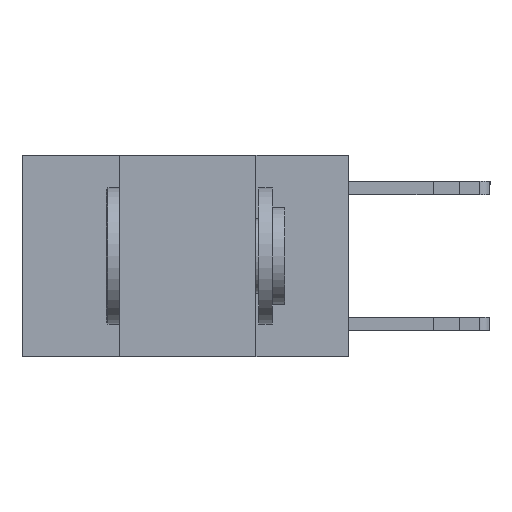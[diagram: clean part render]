
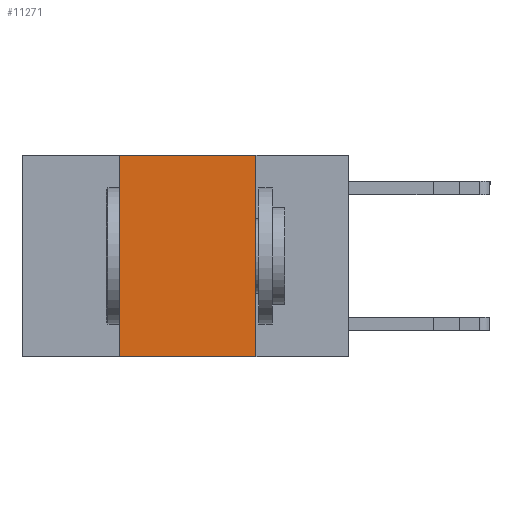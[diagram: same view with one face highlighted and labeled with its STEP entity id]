
A CAD part, left-side view. The second image highlights one B-rep face of the part: STEP entity #11271.
In plain terms, the highlighted planar face has unit normal (-1, 0, 0).
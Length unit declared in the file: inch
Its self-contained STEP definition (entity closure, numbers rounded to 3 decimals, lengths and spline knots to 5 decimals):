
#232 = ORIENTED_EDGE ( 'NONE', *, *, #3905, .F. ) ;
#1022 = CARTESIAN_POINT ( 'NONE',  ( 0., 0.6, 0. ) ) ;
#1781 = AXIS2_PLACEMENT_3D ( 'NONE', #1022, #11500, #7031 ) ;
#2446 = VECTOR ( 'NONE', #15043, 39.37008 ) ;
#2513 = DIRECTION ( 'NONE',  ( 0., 0., 1. ) ) ;
#3246 = VECTOR ( 'NONE', #8684, 39.37008 ) ;
#3435 = EDGE_CURVE ( 'NONE', #10220, #3561, #7061, .T. ) ;
#3561 = VERTEX_POINT ( 'NONE', #11919 ) ;
#3592 = CARTESIAN_POINT ( 'NONE',  ( 0., 0.42, 0. ) ) ;
#3653 = CARTESIAN_POINT ( 'NONE',  ( 0., 0.42, 0. ) ) ;
#3905 = EDGE_CURVE ( 'NONE', #6689, #3561, #11742, .T. ) ;
#5201 = LINE ( 'NONE', #3653, #13577 ) ;
#5686 = CARTESIAN_POINT ( 'NONE',  ( 0., 0.17, 0. ) ) ;
#6689 = VERTEX_POINT ( 'NONE', #5686 ) ;
#7031 = DIRECTION ( 'NONE',  ( 0., 0., -1. ) ) ;
#7061 = LINE ( 'NONE', #12688, #7714 ) ;
#7109 = FACE_OUTER_BOUND ( 'NONE', #14847, .T. ) ;
#7274 = VERTEX_POINT ( 'NONE', #3592 ) ;
#7714 = VECTOR ( 'NONE', #7982, 39.37008 ) ;
#7982 = DIRECTION ( 'NONE',  ( 0., -1., 0. ) ) ;
#8684 = DIRECTION ( 'NONE',  ( 0., -1., 0. ) ) ;
#9122 = CARTESIAN_POINT ( 'NONE',  ( 0., 0.17, 0. ) ) ;
#9878 = CARTESIAN_POINT ( 'NONE',  ( 0., 0.42, -0.37 ) ) ;
#9998 = ORIENTED_EDGE ( 'NONE', *, *, #3435, .T. ) ;
#10220 = VERTEX_POINT ( 'NONE', #9878 ) ;
#10520 = EDGE_CURVE ( 'NONE', #7274, #6689, #14295, .T. ) ;
#10965 = ORIENTED_EDGE ( 'NONE', *, *, #10520, .F. ) ;
#11271 = ADVANCED_FACE ( 'NONE', ( #7109 ), #11575, .F. ) ;
#11500 = DIRECTION ( 'NONE',  ( 1., 0., 0. ) ) ;
#11505 = EDGE_CURVE ( 'NONE', #10220, #7274, #5201, .T. ) ;
#11575 = PLANE ( 'NONE',  #1781 ) ;
#11742 = LINE ( 'NONE', #9122, #2446 ) ;
#11919 = CARTESIAN_POINT ( 'NONE',  ( 0., 0.17, -0.37 ) ) ;
#12688 = CARTESIAN_POINT ( 'NONE',  ( 0., 0.6, -0.37 ) ) ;
#13150 = ORIENTED_EDGE ( 'NONE', *, *, #11505, .F. ) ;
#13309 = CARTESIAN_POINT ( 'NONE',  ( 0., 0.6, 0. ) ) ;
#13577 = VECTOR ( 'NONE', #2513, 39.37008 ) ;
#14295 = LINE ( 'NONE', #13309, #3246 ) ;
#14847 = EDGE_LOOP ( 'NONE', ( #232, #10965, #13150, #9998 ) ) ;
#15043 = DIRECTION ( 'NONE',  ( 0., 0., -1. ) ) ;
